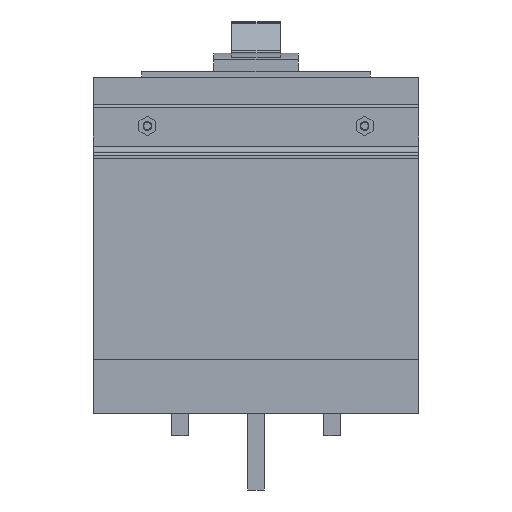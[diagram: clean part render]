
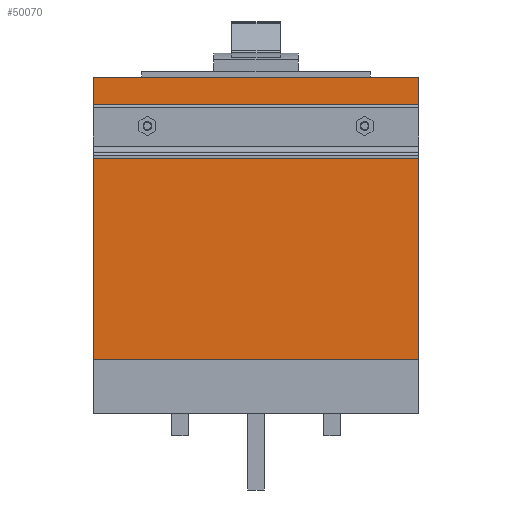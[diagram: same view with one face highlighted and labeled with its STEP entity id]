
A CAD part, front view. The second image highlights one B-rep face of the part: STEP entity #50070.
In plain terms, the highlighted planar face has unit normal (0, -1, 0).
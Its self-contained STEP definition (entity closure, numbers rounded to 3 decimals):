
#49680=CARTESIAN_POINT('',(427.147,850.26,
-272.));
#49690=DIRECTION('',(0.,1.,0.));
#49700=DIRECTION('',(0.,0.,-1.));
#49710=AXIS2_PLACEMENT_3D('',#49680,#49690,#49700);
#49720=PLANE('',#49710);
#49730=CARTESIAN_POINT('',(0.,850.26,-12.));
#49740=DIRECTION('',(-1.,0.,0.));
#49750=VECTOR('',#49740,1.);
#49760=LINE('',#49730,#49750);
#49770=CARTESIAN_POINT('',(357.147,850.26,
-12.));
#49780=VERTEX_POINT('',#49770);
#49790=CARTESIAN_POINT('',(57.147,850.26,
-12.));
#49800=VERTEX_POINT('',#49790);
#49810=EDGE_CURVE('',#49780,#49800,#49760,.T.);
#49820=ORIENTED_EDGE('',*,*,#49810,.T.);
#49830=CARTESIAN_POINT('',(357.147,850.26,
-12.));
#49840=DIRECTION('',(0.,0.,-1.));
#49850=VECTOR('',#49840,1.);
#49860=LINE('',#49830,#49850);
#49870=CARTESIAN_POINT('',(357.147,850.26,
-272.));
#49880=VERTEX_POINT('',#49870);
#49890=EDGE_CURVE('',#49780,#49880,#49860,.T.);
#49900=ORIENTED_EDGE('',*,*,#49890,.F.);
#49910=CARTESIAN_POINT('',(0.,850.26,-272.));
#49920=DIRECTION('',(-1.,0.,0.));
#49930=VECTOR('',#49920,1.);
#49940=LINE('',#49910,#49930);
#49950=CARTESIAN_POINT('',(57.147,850.26,
-272.));
#49960=VERTEX_POINT('',#49950);
#49970=EDGE_CURVE('',#49880,#49960,#49940,.T.);
#49980=ORIENTED_EDGE('',*,*,#49970,.F.);
#49990=CARTESIAN_POINT('',(57.147,850.26,0.));
#50000=DIRECTION('',(0.,0.,-1.));
#50010=VECTOR('',#50000,1.);
#50020=LINE('',#49990,#50010);
#50030=EDGE_CURVE('',#49800,#49960,#50020,.T.);
#50040=ORIENTED_EDGE('',*,*,#50030,.T.);
#50050=EDGE_LOOP('',(#50040,#49980,#49900,#49820));
#50060=FACE_OUTER_BOUND('',#50050,.T.);
#50070=ADVANCED_FACE('',(#50060),#49720,.F.);
